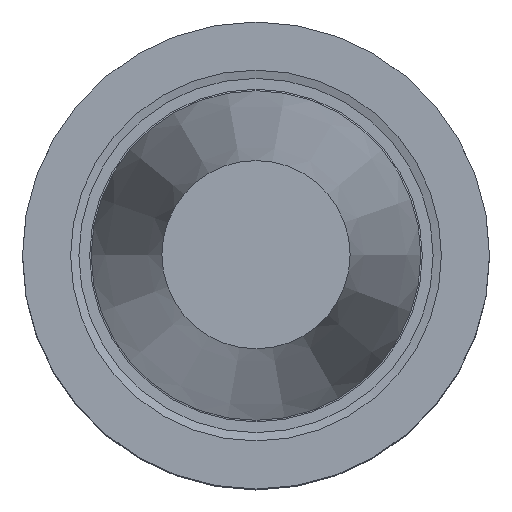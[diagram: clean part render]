
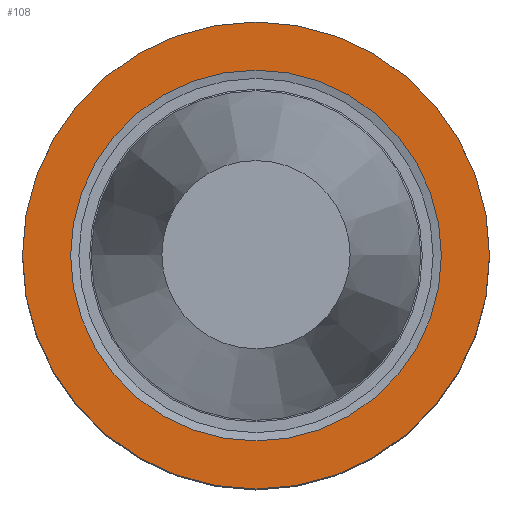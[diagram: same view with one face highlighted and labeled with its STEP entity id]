
A CAD part, top view. The second image highlights one B-rep face of the part: STEP entity #108.
In plain terms, the highlighted planar face has unit normal (0, 0, 1).
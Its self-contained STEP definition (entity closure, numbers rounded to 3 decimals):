
#65=FACE_BOUND('',#150,.T.);
#66=FACE_BOUND('',#151,.T.);
#108=ADVANCED_FACE('',(#65,#66),#129,.T.);
#129=PLANE('',#366);
#150=EDGE_LOOP('',(#200));
#151=EDGE_LOOP('',(#201));
#200=ORIENTED_EDGE('',*,*,#269,.T.);
#201=ORIENTED_EDGE('',*,*,#268,.F.);
#243=VERTEX_POINT('',#541);
#244=VERTEX_POINT('',#544);
#268=EDGE_CURVE('',#243,#243,#293,.T.);
#269=EDGE_CURVE('',#244,#244,#294,.T.);
#293=CIRCLE('',#363,25.);
#294=CIRCLE('',#365,31.489);
#363=AXIS2_PLACEMENT_3D('',#540,#436,#437);
#365=AXIS2_PLACEMENT_3D('',#543,#440,#441);
#366=AXIS2_PLACEMENT_3D('',#545,#442,#443);
#436=DIRECTION('',(0.,0.,1.));
#437=DIRECTION('',(1.,0.,0.));
#440=DIRECTION('',(0.,0.,1.));
#441=DIRECTION('',(1.,0.,0.));
#442=DIRECTION('',(0.,0.,1.));
#443=DIRECTION('',(-1.,0.,0.));
#540=CARTESIAN_POINT('',(0.,0.,-1.));
#541=CARTESIAN_POINT('',(25.,0.,-1.));
#543=CARTESIAN_POINT('',(0.,0.,-1.));
#544=CARTESIAN_POINT('',(31.489,0.,-1.));
#545=CARTESIAN_POINT('',(0.,25.,-1.));
